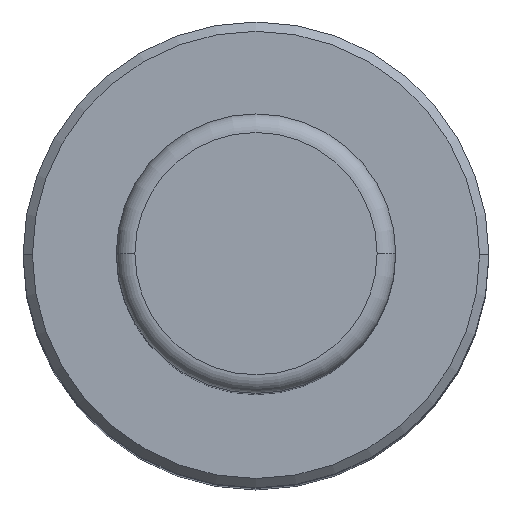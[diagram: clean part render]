
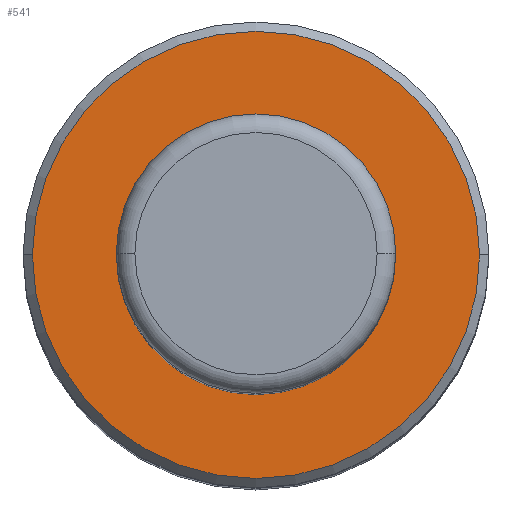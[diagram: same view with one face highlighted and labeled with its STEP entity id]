
A CAD part, top view. The second image highlights one B-rep face of the part: STEP entity #541.
In plain terms, the highlighted planar face has unit normal (0, 0, 1).
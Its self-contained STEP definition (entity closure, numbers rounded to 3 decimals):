
#18 = DIRECTION ( 'NONE',  ( -1., 0., 0. ) ) ;
#27 = DIRECTION ( 'NONE',  ( 0., 0., -1. ) ) ;
#88 = VERTEX_POINT ( 'NONE', #965 ) ;
#113 = CARTESIAN_POINT ( 'NONE',  ( 0., 0., 67. ) ) ;
#168 = FACE_BOUND ( 'NONE', #799, .T. ) ;
#233 = EDGE_LOOP ( 'NONE', ( #833, #692 ) ) ;
#240 = ORIENTED_EDGE ( 'NONE', *, *, #983, .T. ) ;
#249 = EDGE_CURVE ( 'NONE', #88, #268, #348, .T. ) ;
#251 = DIRECTION ( 'NONE',  ( 1., 0., 0. ) ) ;
#264 = EDGE_CURVE ( 'NONE', #277, #773, #573, .T. ) ;
#268 = VERTEX_POINT ( 'NONE', #947 ) ;
#277 = VERTEX_POINT ( 'NONE', #780 ) ;
#283 = DIRECTION ( 'NONE',  ( 0., 0., 1. ) ) ;
#289 = AXIS2_PLACEMENT_3D ( 'NONE', #1051, #283, #950 ) ;
#322 = ORIENTED_EDGE ( 'NONE', *, *, #264, .T. ) ;
#348 = CIRCLE ( 'NONE', #289, 12. ) ;
#404 = DIRECTION ( 'NONE',  ( 0., 0., 1. ) ) ;
#405 = CARTESIAN_POINT ( 'NONE',  ( -7.5, 0., 67. ) ) ;
#449 = AXIS2_PLACEMENT_3D ( 'NONE', #749, #404, #251 ) ;
#492 = DIRECTION ( 'NONE',  ( 0., 0., 1. ) ) ;
#539 = CARTESIAN_POINT ( 'NONE',  ( 0., 0., 67. ) ) ;
#541 = ADVANCED_FACE ( 'NONE', ( #621, #168 ), #585, .T. ) ;
#573 = CIRCLE ( 'NONE', #704, 7.5 ) ;
#585 = PLANE ( 'NONE',  #972 ) ;
#598 = CARTESIAN_POINT ( 'NONE',  ( 7.5, 0., 67. ) ) ;
#607 = AXIS2_PLACEMENT_3D ( 'NONE', #113, #1062, #1057 ) ;
#621 = FACE_OUTER_BOUND ( 'NONE', #233, .T. ) ;
#638 = CIRCLE ( 'NONE', #607, 7.5 ) ;
#671 = DIRECTION ( 'NONE',  ( 1., 0., 0. ) ) ;
#692 = ORIENTED_EDGE ( 'NONE', *, *, #249, .T. ) ;
#704 = AXIS2_PLACEMENT_3D ( 'NONE', #539, #27, #18 ) ;
#749 = CARTESIAN_POINT ( 'NONE',  ( 0., 0., 67. ) ) ;
#773 = VERTEX_POINT ( 'NONE', #598 ) ;
#780 = CARTESIAN_POINT ( 'NONE',  ( -7.5, 0., 67. ) ) ;
#799 = EDGE_LOOP ( 'NONE', ( #322, #240 ) ) ;
#833 = ORIENTED_EDGE ( 'NONE', *, *, #1095, .T. ) ;
#837 = CIRCLE ( 'NONE', #449, 12. ) ;
#947 = CARTESIAN_POINT ( 'NONE',  ( -12., 0., 67. ) ) ;
#950 = DIRECTION ( 'NONE',  ( 1., 0., 0. ) ) ;
#965 = CARTESIAN_POINT ( 'NONE',  ( 12., 0., 67. ) ) ;
#972 = AXIS2_PLACEMENT_3D ( 'NONE', #405, #492, #671 ) ;
#983 = EDGE_CURVE ( 'NONE', #773, #277, #638, .T. ) ;
#1051 = CARTESIAN_POINT ( 'NONE',  ( 0., 0., 67. ) ) ;
#1057 = DIRECTION ( 'NONE',  ( -1., 0., 0. ) ) ;
#1062 = DIRECTION ( 'NONE',  ( 0., 0., -1. ) ) ;
#1095 = EDGE_CURVE ( 'NONE', #268, #88, #837, .T. ) ;
